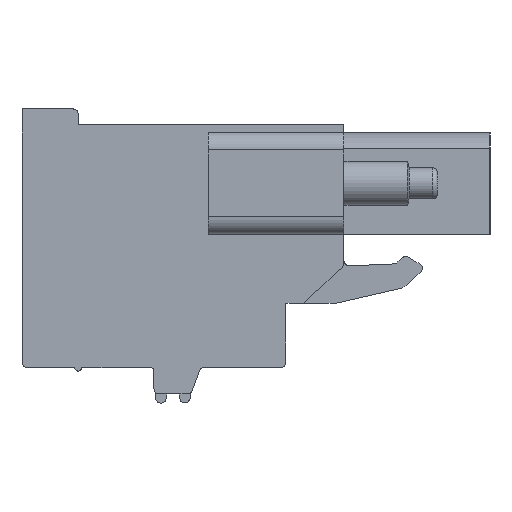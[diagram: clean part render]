
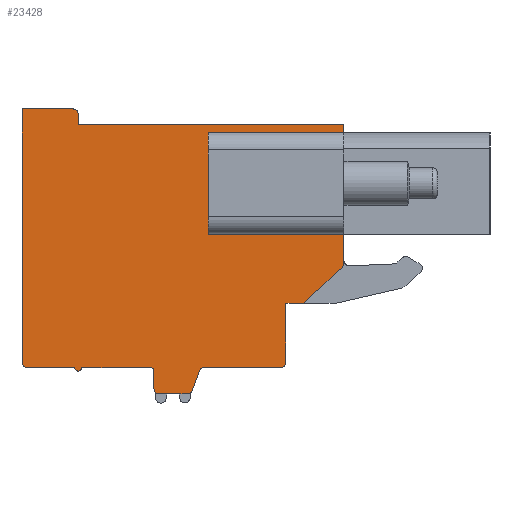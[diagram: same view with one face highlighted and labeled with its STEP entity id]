
A CAD part, left-side view. The second image highlights one B-rep face of the part: STEP entity #23428.
In plain terms, the highlighted planar face has unit normal (-1, 0, 0).
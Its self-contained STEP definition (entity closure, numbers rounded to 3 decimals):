
#4088=DIRECTION('',(0.,1.,0.));
#4089=VECTOR('',#4088,6.1);
#4090=CARTESIAN_POINT('',(-107.3,-4.06,0.73));
#4091=LINE('',#4090,#4089);
#4092=DIRECTION('',(0.,1.,0.));
#4093=VECTOR('',#4092,6.1);
#4094=CARTESIAN_POINT('',(-107.3,-4.06,6.53));
#4095=LINE('',#4094,#4093);
#4096=DIRECTION('',(0.,0.,-1.));
#4097=VECTOR('',#4096,7.87);
#4098=CARTESIAN_POINT('',(-107.3,-5.66,6.96));
#4099=LINE('',#4098,#4097);
#4100=CARTESIAN_POINT('',(-107.3,-5.36,-0.91));
#4101=DIRECTION('',(1.,0.,0.));
#4102=DIRECTION('',(0.,-1.,0.));
#4103=AXIS2_PLACEMENT_3D('',#4100,#4101,#4102);
#4105=DIRECTION('',(0.,0.731,-0.683));
#4106=VECTOR('',#4105,3.018);
#4107=CARTESIAN_POINT('',(-107.3,-5.565,-1.129));
#4108=LINE('',#4107,#4106);
#4109=DIRECTION('',(0.,1.,0.));
#4110=VECTOR('',#4109,1.);
#4111=CARTESIAN_POINT('',(-107.3,-3.36,-3.19));
#4112=LINE('',#4111,#4110);
#4113=DIRECTION('',(0.,0.,-1.));
#4114=VECTOR('',#4113,3.35);
#4115=CARTESIAN_POINT('',(-107.3,-2.36,-3.19));
#4116=LINE('',#4115,#4114);
#4117=CARTESIAN_POINT('',(-107.3,-2.06,-6.54));
#4118=DIRECTION('',(1.,0.,0.));
#4119=DIRECTION('',(0.,-1.,0.));
#4120=AXIS2_PLACEMENT_3D('',#4117,#4118,#4119);
#4122=DIRECTION('',(0.,1.,0.));
#4123=VECTOR('',#4122,4.34);
#4124=CARTESIAN_POINT('',(-107.3,-2.06,-6.84));
#4125=LINE('',#4124,#4123);
#4126=CARTESIAN_POINT('',(-107.3,2.28,-7.14));
#4127=DIRECTION('',(-1.,0.,0.));
#4128=DIRECTION('',(0.,0.,1.));
#4129=AXIS2_PLACEMENT_3D('',#4126,#4127,#4128);
#4131=DIRECTION('',(0.,0.345,-0.939));
#4132=VECTOR('',#4131,1.179);
#4133=CARTESIAN_POINT('',(-107.3,2.562,-7.037));
#4134=LINE('',#4133,#4132);
#4135=CARTESIAN_POINT('',(-107.3,3.25,-8.04));
#4136=DIRECTION('',(1.,0.,0.));
#4137=DIRECTION('',(0.,-0.939,-0.345));
#4138=AXIS2_PLACEMENT_3D('',#4135,#4136,#4137);
#4140=DIRECTION('',(0.,1.,0.));
#4141=VECTOR('',#4140,1.59);
#4142=CARTESIAN_POINT('',(-107.3,3.25,-8.34));
#4143=LINE('',#4142,#4141);
#4144=CARTESIAN_POINT('',(-107.3,4.84,-8.04));
#4145=DIRECTION('',(1.,0.,0.));
#4146=DIRECTION('',(0.,0.,-1.));
#4147=AXIS2_PLACEMENT_3D('',#4144,#4145,#4146);
#4149=DIRECTION('',(0.,0.,1.));
#4150=VECTOR('',#4149,1.);
#4151=CARTESIAN_POINT('',(-107.3,5.14,-8.04));
#4152=LINE('',#4151,#4150);
#4153=CARTESIAN_POINT('',(-107.3,5.34,-7.04));
#4154=DIRECTION('',(-1.,0.,0.));
#4155=DIRECTION('',(0.,-1.,0.));
#4156=AXIS2_PLACEMENT_3D('',#4153,#4154,#4155);
#4158=DIRECTION('',(0.,1.,0.));
#4159=VECTOR('',#4158,3.9);
#4160=CARTESIAN_POINT('',(-107.3,5.34,-6.84));
#4161=LINE('',#4160,#4159);
#4162=CARTESIAN_POINT('',(-107.3,9.44,-6.84));
#4163=DIRECTION('',(1.,0.,0.));
#4164=DIRECTION('',(0.,-1.,0.));
#4165=AXIS2_PLACEMENT_3D('',#4162,#4163,#4164);
#4167=DIRECTION('',(0.,1.,0.));
#4168=VECTOR('',#4167,2.7);
#4169=CARTESIAN_POINT('',(-107.3,9.64,-6.84));
#4170=LINE('',#4169,#4168);
#4171=CARTESIAN_POINT('',(-107.3,12.34,-6.54));
#4172=DIRECTION('',(1.,0.,0.));
#4173=DIRECTION('',(0.,0.,-1.));
#4174=AXIS2_PLACEMENT_3D('',#4171,#4172,#4173);
#4176=DIRECTION('',(0.,0.,1.));
#4177=VECTOR('',#4176,14.4);
#4178=CARTESIAN_POINT('',(-107.3,12.64,-6.54));
#4179=LINE('',#4178,#4177);
#4180=DIRECTION('',(0.,-1.,0.));
#4181=VECTOR('',#4180,2.9);
#4182=CARTESIAN_POINT('',(-107.3,12.64,7.86));
#4183=LINE('',#4182,#4181);
#4184=CARTESIAN_POINT('',(-107.3,9.74,7.56));
#4185=DIRECTION('',(1.,0.,0.));
#4186=DIRECTION('',(0.,0.,1.));
#4187=AXIS2_PLACEMENT_3D('',#4184,#4185,#4186);
#4189=DIRECTION('',(0.,0.,-1.));
#4190=VECTOR('',#4189,0.6);
#4191=CARTESIAN_POINT('',(-107.3,9.44,7.56));
#4192=LINE('',#4191,#4190);
#4193=DIRECTION('',(0.,-1.,0.));
#4194=VECTOR('',#4193,15.1);
#4195=CARTESIAN_POINT('',(-107.3,9.44,6.96));
#4196=LINE('',#4195,#4194);
#4248=DIRECTION('',(0.,0.,1.));
#4249=VECTOR('',#4248,5.8);
#4250=CARTESIAN_POINT('',(-107.3,2.04,0.73));
#4251=LINE('',#4250,#4249);
#4353=DIRECTION('',(0.,0.,1.));
#4354=VECTOR('',#4353,5.8);
#4355=CARTESIAN_POINT('',(-107.3,-4.06,0.73));
#4356=LINE('',#4355,#4354);
#13439=CARTESIAN_POINT('',(-107.3,9.44,6.96));
#13440=CARTESIAN_POINT('',(-107.3,-5.66,6.96));
#13441=VERTEX_POINT('',#13439);
#13442=VERTEX_POINT('',#13440);
#13443=CARTESIAN_POINT('',(-107.3,-5.66,-0.91));
#13444=CARTESIAN_POINT('',(-107.3,-5.565,-1.129));
#13445=VERTEX_POINT('',#13443);
#13446=VERTEX_POINT('',#13444);
#13447=CARTESIAN_POINT('',(-107.3,-3.36,-3.19));
#13448=VERTEX_POINT('',#13447);
#13449=CARTESIAN_POINT('',(-107.3,-2.36,-3.19));
#13450=VERTEX_POINT('',#13449);
#13451=CARTESIAN_POINT('',(-107.3,-2.36,-6.54));
#13452=VERTEX_POINT('',#13451);
#13453=CARTESIAN_POINT('',(-107.3,-2.06,-6.84));
#13454=VERTEX_POINT('',#13453);
#13455=CARTESIAN_POINT('',(-107.3,2.28,-6.84));
#13456=VERTEX_POINT('',#13455);
#13457=CARTESIAN_POINT('',(-107.3,2.562,-7.037));
#13458=VERTEX_POINT('',#13457);
#13459=CARTESIAN_POINT('',(-107.3,2.968,-8.143));
#13460=VERTEX_POINT('',#13459);
#13461=CARTESIAN_POINT('',(-107.3,3.25,-8.34));
#13462=VERTEX_POINT('',#13461);
#13463=CARTESIAN_POINT('',(-107.3,4.84,-8.34));
#13464=VERTEX_POINT('',#13463);
#13465=CARTESIAN_POINT('',(-107.3,5.14,-8.04));
#13466=VERTEX_POINT('',#13465);
#13467=CARTESIAN_POINT('',(-107.3,5.14,-7.04));
#13468=VERTEX_POINT('',#13467);
#13469=CARTESIAN_POINT('',(-107.3,5.34,-6.84));
#13470=VERTEX_POINT('',#13469);
#13471=CARTESIAN_POINT('',(-107.3,9.24,-6.84));
#13472=VERTEX_POINT('',#13471);
#13473=CARTESIAN_POINT('',(-107.3,9.64,-6.84));
#13474=VERTEX_POINT('',#13473);
#13475=CARTESIAN_POINT('',(-107.3,12.34,-6.84));
#13476=VERTEX_POINT('',#13475);
#13477=CARTESIAN_POINT('',(-107.3,12.64,-6.54));
#13478=VERTEX_POINT('',#13477);
#13479=CARTESIAN_POINT('',(-107.3,12.64,7.86));
#13480=VERTEX_POINT('',#13479);
#13481=CARTESIAN_POINT('',(-107.3,9.74,7.86));
#13482=VERTEX_POINT('',#13481);
#13483=CARTESIAN_POINT('',(-107.3,9.44,7.56));
#13484=VERTEX_POINT('',#13483);
#17441=CARTESIAN_POINT('',(-107.3,2.04,0.73));
#17442=CARTESIAN_POINT('',(-107.3,2.04,6.53));
#17443=VERTEX_POINT('',#17441);
#17444=VERTEX_POINT('',#17442);
#17477=CARTESIAN_POINT('',(-107.3,-4.06,0.73));
#17478=CARTESIAN_POINT('',(-107.3,-4.06,6.53));
#17479=VERTEX_POINT('',#17477);
#17480=VERTEX_POINT('',#17478);
#23366=CARTESIAN_POINT('',(-107.3,0.,0.));
#23367=DIRECTION('',(1.,0.,0.));
#23368=DIRECTION('',(0.,-1.,0.));
#23369=AXIS2_PLACEMENT_3D('',#23366,#23367,#23368);
#23370=PLANE('',#23369);
#23371=ORIENTED_EDGE('',*,*,#17729,.T.);
#23373=ORIENTED_EDGE('',*,*,#23372,.T.);
#23375=ORIENTED_EDGE('',*,*,#23374,.T.);
#23377=ORIENTED_EDGE('',*,*,#23376,.T.);
#23379=ORIENTED_EDGE('',*,*,#23378,.T.);
#23381=ORIENTED_EDGE('',*,*,#23380,.T.);
#23383=ORIENTED_EDGE('',*,*,#23382,.T.);
#23385=ORIENTED_EDGE('',*,*,#23384,.T.);
#23387=ORIENTED_EDGE('',*,*,#23386,.T.);
#23389=ORIENTED_EDGE('',*,*,#23388,.T.);
#23391=ORIENTED_EDGE('',*,*,#23390,.T.);
#23393=ORIENTED_EDGE('',*,*,#23392,.T.);
#23395=ORIENTED_EDGE('',*,*,#23394,.T.);
#23397=ORIENTED_EDGE('',*,*,#23396,.T.);
#23399=ORIENTED_EDGE('',*,*,#23398,.T.);
#23401=ORIENTED_EDGE('',*,*,#23400,.T.);
#23403=ORIENTED_EDGE('',*,*,#23402,.T.);
#23405=ORIENTED_EDGE('',*,*,#23404,.T.);
#23407=ORIENTED_EDGE('',*,*,#23406,.T.);
#23409=ORIENTED_EDGE('',*,*,#23408,.T.);
#23411=ORIENTED_EDGE('',*,*,#23410,.T.);
#23413=ORIENTED_EDGE('',*,*,#23412,.T.);
#23415=ORIENTED_EDGE('',*,*,#23414,.T.);
#23416=EDGE_LOOP('',(#23371,#23373,#23375,#23377,#23379,#23381,#23383,#23385,
#23387,#23389,#23391,#23393,#23395,#23397,#23399,#23401,#23403,#23405,#23407,
#23409,#23411,#23413,#23415));
#23417=FACE_OUTER_BOUND('',#23416,.F.);
#23419=ORIENTED_EDGE('',*,*,#23418,.F.);
#23421=ORIENTED_EDGE('',*,*,#23420,.T.);
#23423=ORIENTED_EDGE('',*,*,#23422,.T.);
#23425=ORIENTED_EDGE('',*,*,#23424,.F.);
#23426=EDGE_LOOP('',(#23419,#23421,#23423,#23425));
#23427=FACE_BOUND('',#23426,.F.);
#23428=ADVANCED_FACE('',(#23417,#23427),#23370,.F.);
#4104=CIRCLE('',#4103,0.3);
#4121=CIRCLE('',#4120,0.3);
#4130=CIRCLE('',#4129,0.3);
#4139=CIRCLE('',#4138,0.3);
#4148=CIRCLE('',#4147,0.3);
#4157=CIRCLE('',#4156,0.2);
#4166=CIRCLE('',#4165,0.2);
#4175=CIRCLE('',#4174,0.3);
#4188=CIRCLE('',#4187,0.3);
#17729=EDGE_CURVE('',#13442,#13445,#4099,.T.);
#23372=EDGE_CURVE('',#13445,#13446,#4104,.T.);
#23374=EDGE_CURVE('',#13446,#13448,#4108,.T.);
#23376=EDGE_CURVE('',#13448,#13450,#4112,.T.);
#23378=EDGE_CURVE('',#13450,#13452,#4116,.T.);
#23380=EDGE_CURVE('',#13452,#13454,#4121,.T.);
#23382=EDGE_CURVE('',#13454,#13456,#4125,.T.);
#23384=EDGE_CURVE('',#13456,#13458,#4130,.T.);
#23386=EDGE_CURVE('',#13458,#13460,#4134,.T.);
#23388=EDGE_CURVE('',#13460,#13462,#4139,.T.);
#23390=EDGE_CURVE('',#13462,#13464,#4143,.T.);
#23392=EDGE_CURVE('',#13464,#13466,#4148,.T.);
#23394=EDGE_CURVE('',#13466,#13468,#4152,.T.);
#23396=EDGE_CURVE('',#13468,#13470,#4157,.T.);
#23398=EDGE_CURVE('',#13470,#13472,#4161,.T.);
#23400=EDGE_CURVE('',#13472,#13474,#4166,.T.);
#23402=EDGE_CURVE('',#13474,#13476,#4170,.T.);
#23404=EDGE_CURVE('',#13476,#13478,#4175,.T.);
#23406=EDGE_CURVE('',#13478,#13480,#4179,.T.);
#23408=EDGE_CURVE('',#13480,#13482,#4183,.T.);
#23410=EDGE_CURVE('',#13482,#13484,#4188,.T.);
#23412=EDGE_CURVE('',#13484,#13441,#4192,.T.);
#23414=EDGE_CURVE('',#13441,#13442,#4196,.T.);
#23418=EDGE_CURVE('',#17479,#17443,#4091,.T.);
#23420=EDGE_CURVE('',#17479,#17480,#4356,.T.);
#23422=EDGE_CURVE('',#17480,#17444,#4095,.T.);
#23424=EDGE_CURVE('',#17443,#17444,#4251,.T.);
